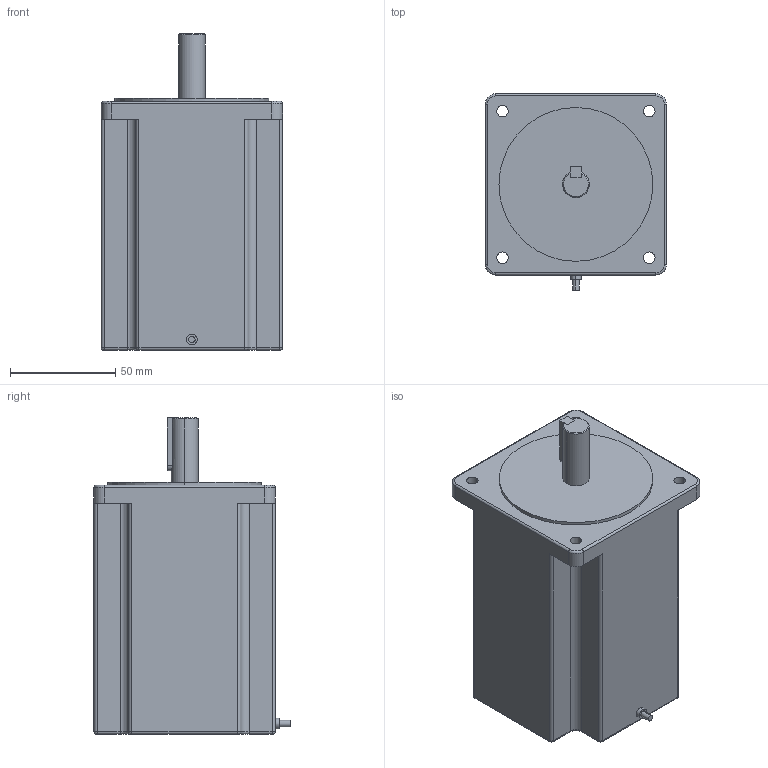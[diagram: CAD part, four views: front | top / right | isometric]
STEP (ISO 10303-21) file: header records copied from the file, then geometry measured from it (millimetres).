
FILE_DESCRIPTION (( 'STEP AP203' ), '1' );
FILE_NAME ('86HS85.STEP', '2015-11-18T08:30:36', ( '微软用户' ), ( '微软中国' ), 'SwSTEP 2.0', 'SolidWorks 2014', '' );
FILE_SCHEMA (( 'CONFIG_CONTROL_DESIGN' ));
Length unit declared in the file: millimetre
Products named in the file (1): 86HS85
Bounding box: 86.1 x 93 x 150 mm (x, y, z)
Volume: 765357 mm3; surface area: 56349.8 mm2
Topology: 2 solids, 2 shells, 207 faces, 527 edges, 340 vertices
Faces by surface type: plane 93, cylinder 51, bspline 44, torus 16, cone 3
Entity records: 8902 total; most frequent: CARTESIAN_POINT 4010, ORIENTED_EDGE 1054, DIRECTION 885, EDGE_CURVE 527, VERTEX_POINT 340, VECTOR 315, LINE 315, AXIS2_PLACEMENT_3D 285
